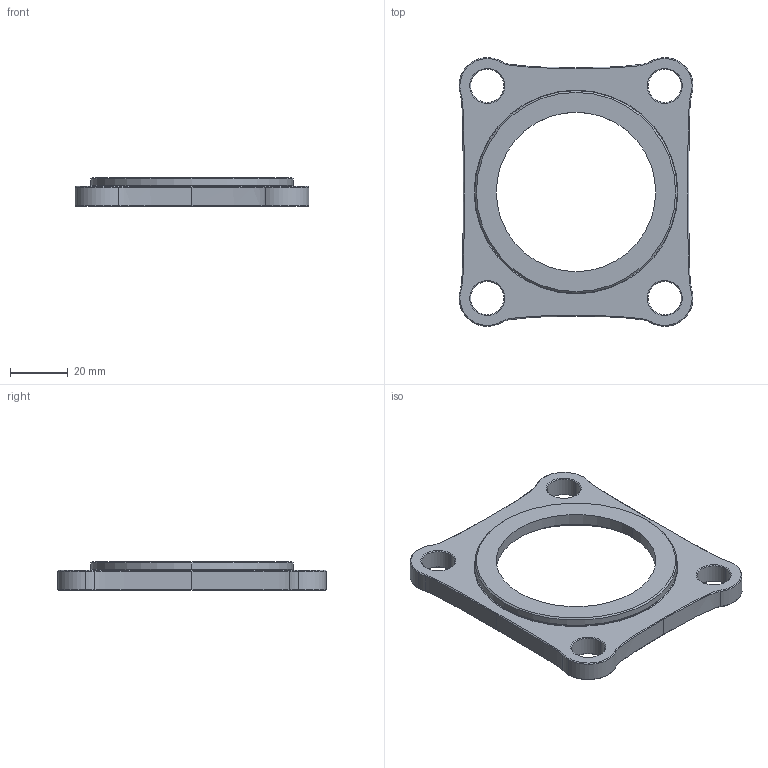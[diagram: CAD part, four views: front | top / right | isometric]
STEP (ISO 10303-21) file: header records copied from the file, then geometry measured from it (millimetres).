
FILE_DESCRIPTION (( 'STEP AP203' ), '1' );
FILE_NAME ('entretoise rattrapage carrossage v1a.STEP', '2019-04-28T09:21:45', ( '' ), ( '' ), 'SwSTEP 2.0', 'SolidWorks 2017', '' );
FILE_SCHEMA (( 'CONFIG_CONTROL_DESIGN' ));
Length unit declared in the file: millimetre
Products named in the file (1): entretoise rattrapage carrossage v1a
Bounding box: 80.71 x 92.65 x 10 mm (x, y, z)
Volume: 24321.4 mm3; surface area: 14058.9 mm2
Topology: 1 solids, 1 shells, 84 faces, 190 edges, 110 vertices
Faces by surface type: cone 32, bspline 24, cylinder 20, torus 4, plane 4
Entity records: 5741 total; most frequent: CARTESIAN_POINT 3897, ORIENTED_EDGE 380, DIRECTION 338, EDGE_CURVE 190, AXIS2_PLACEMENT_3D 143, VERTEX_POINT 110, EDGE_LOOP 96, FACE_OUTER_BOUND 84
